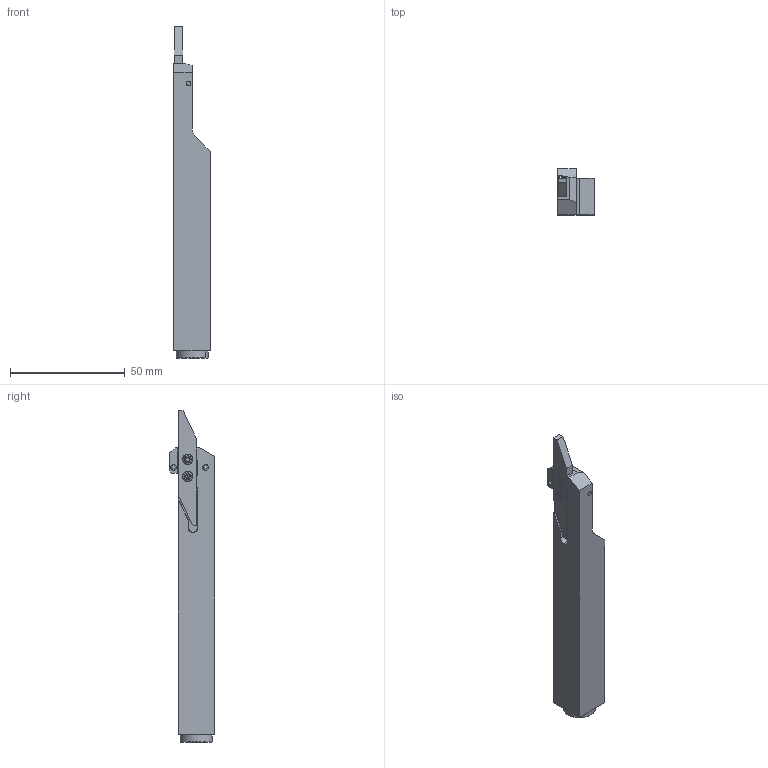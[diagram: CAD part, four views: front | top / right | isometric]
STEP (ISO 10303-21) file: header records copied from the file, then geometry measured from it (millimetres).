
FILE_DESCRIPTION (( 'STEP AP214' ), '1' );
FILE_NAME ('CUT-645-08.STEP', '2016-03-04T15:12:17', ( '' ), ( '' ), 'SwSTEP 2.0', 'SolidWorks 2015', '' );
FILE_SCHEMA (( 'AUTOMOTIVE_DESIGN' ));
Length unit declared in the file: millimetre
Products named in the file (1): CUT-645-08
Bounding box: 15.88 x 19.88 x 144.87 mm (x, y, z)
Volume: 27903.4 mm3; surface area: 9426.1 mm2
Topology: 1 solids, 1 shells, 226 faces, 585 edges, 372 vertices
Faces by surface type: plane 97, cylinder 76, cone 27, torus 26
Entity records: 8601 total; most frequent: DIRECTION 1245, CARTESIAN_POINT 1221, ORIENTED_EDGE 1162, EDGE_CURVE 581, AXIS2_PLACEMENT_3D 448, VERTEX_POINT 372, LINE 349, VECTOR 349
